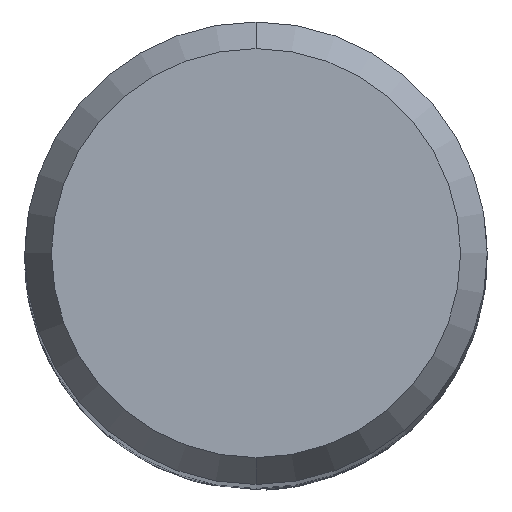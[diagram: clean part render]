
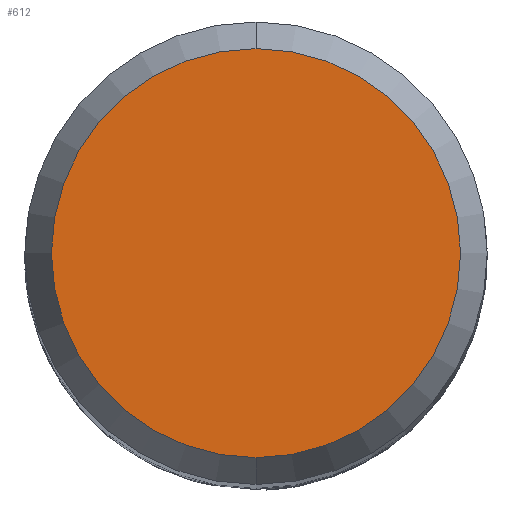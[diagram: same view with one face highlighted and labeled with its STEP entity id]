
A CAD part, top view. The second image highlights one B-rep face of the part: STEP entity #612.
In plain terms, the highlighted planar face has unit normal (0, 0, 1).
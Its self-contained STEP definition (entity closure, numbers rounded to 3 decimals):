
#472=VERTEX_POINT('',#1349);
#612=ADVANCED_FACE('',(#1503),#1504,.T.);
#1016=VERTEX_POINT('',#1952);
#1048=EDGE_CURVE('',#472,#1016,#1985,.T.);
#1296=EDGE_CURVE('',#1016,#472,#2253,.T.);
#1349=CARTESIAN_POINT('',(0.0,3.538,0.0));
#1503=FACE_OUTER_BOUND('',#3568,.T.);
#1504=PLANE('',#3569);
#1952=CARTESIAN_POINT('',(0.,-3.538,0.0));
#1985=CIRCLE('',#7761,3.538);
#2253=CIRCLE('',#9270,3.538);
#3568=EDGE_LOOP('',(#9507,#9508));
#3569=AXIS2_PLACEMENT_3D('',#9509,#9510,#9511);
#7761=AXIS2_PLACEMENT_3D('',#10077,#10078,#10079);
#9270=AXIS2_PLACEMENT_3D('',#10356,#10357,#10358);
#9507=ORIENTED_EDGE('',*,*,#1048,.F.);
#9508=ORIENTED_EDGE('',*,*,#1296,.F.);
#9509=CARTESIAN_POINT('',(0.0,1.769,0.0));
#9510=DIRECTION('',(-0.0,0.0,1.0));
#9511=DIRECTION('',(0.0,-1.0,0.0));
#10077=CARTESIAN_POINT('',(0.0,0.0,0.0));
#10078=DIRECTION('',(0.0,0.0,-1.0));
#10079=DIRECTION('',(0.0,1.0,0.0));
#10356=CARTESIAN_POINT('',(0.0,0.0,0.0));
#10357=DIRECTION('',(0.0,0.0,-1.0));
#10358=DIRECTION('',(0.0,1.0,0.0));
